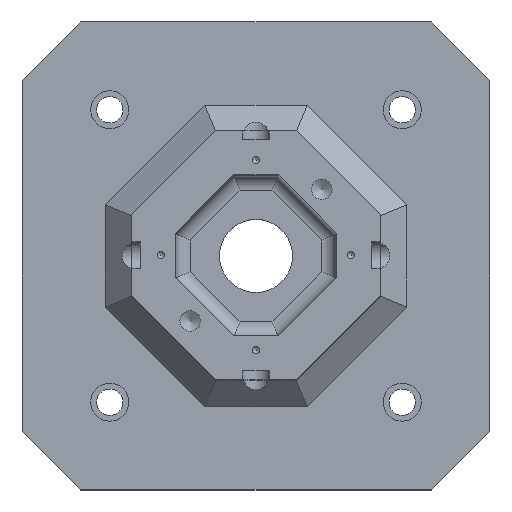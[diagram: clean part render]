
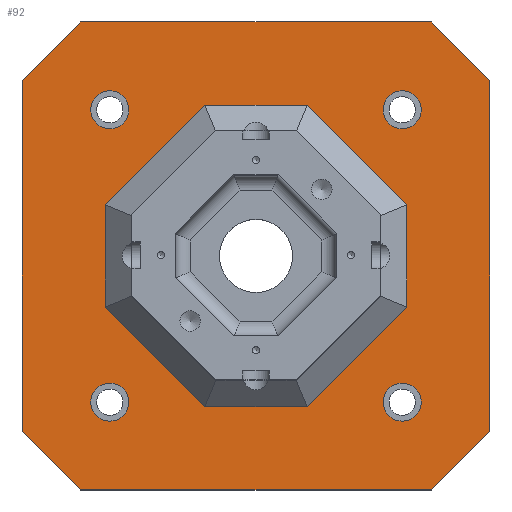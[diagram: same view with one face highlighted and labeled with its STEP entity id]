
A CAD part, top view. The second image highlights one B-rep face of the part: STEP entity #92.
In plain terms, the highlighted planar face has unit normal (0, 0, 1).
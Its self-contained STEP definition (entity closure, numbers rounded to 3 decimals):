
#92 = ADVANCED_FACE( '', ( #329, #330, #331, #332, #333, #334 ), #335, .T. );
#329 = FACE_BOUND( '', #839, .T. );
#330 = FACE_BOUND( '', #840, .T. );
#331 = FACE_BOUND( '', #841, .T. );
#332 = FACE_BOUND( '', #842, .T. );
#333 = FACE_BOUND( '', #843, .T. );
#334 = FACE_OUTER_BOUND( '', #844, .T. );
#335 = PLANE( '', #845 );
#839 = EDGE_LOOP( '', ( #1496 ) );
#840 = EDGE_LOOP( '', ( #1497 ) );
#841 = EDGE_LOOP( '', ( #1498 ) );
#842 = EDGE_LOOP( '', ( #1499 ) );
#843 = EDGE_LOOP( '', ( #1500, #1501, #1502, #1503, #1504, #1505, #1506, #1507 ) );
#844 = EDGE_LOOP( '', ( #1508, #1509, #1510, #1511, #1512, #1513, #1514, #1515 ) );
#845 = AXIS2_PLACEMENT_3D( '', #1516, #1517, #1518 );
#1496 = ORIENTED_EDGE( '', *, *, #2628, .T. );
#1497 = ORIENTED_EDGE( '', *, *, #2629, .T. );
#1498 = ORIENTED_EDGE( '', *, *, #2630, .T. );
#1499 = ORIENTED_EDGE( '', *, *, #2631, .T. );
#1500 = ORIENTED_EDGE( '', *, *, #2632, .T. );
#1501 = ORIENTED_EDGE( '', *, *, #2633, .T. );
#1502 = ORIENTED_EDGE( '', *, *, #2634, .T. );
#1503 = ORIENTED_EDGE( '', *, *, #2635, .T. );
#1504 = ORIENTED_EDGE( '', *, *, #2636, .T. );
#1505 = ORIENTED_EDGE( '', *, *, #2637, .T. );
#1506 = ORIENTED_EDGE( '', *, *, #2638, .T. );
#1507 = ORIENTED_EDGE( '', *, *, #2639, .T. );
#1508 = ORIENTED_EDGE( '', *, *, #2640, .T. );
#1509 = ORIENTED_EDGE( '', *, *, #2641, .T. );
#1510 = ORIENTED_EDGE( '', *, *, #2642, .T. );
#1511 = ORIENTED_EDGE( '', *, *, #2523, .T. );
#1512 = ORIENTED_EDGE( '', *, *, #2534, .T. );
#1513 = ORIENTED_EDGE( '', *, *, #2643, .T. );
#1514 = ORIENTED_EDGE( '', *, *, #2539, .T. );
#1515 = ORIENTED_EDGE( '', *, *, #2644, .T. );
#1516 = CARTESIAN_POINT( '', ( -160., -160., 40. ) );
#1517 = DIRECTION( '', ( 0., 0., 1. ) );
#1518 = DIRECTION( '', ( 1., 0., 0. ) );
#2523 = EDGE_CURVE( '', #2906, #2907, #2908, .F. );
#2534 = EDGE_CURVE( '', #2907, #2924, #2926, .T. );
#2539 = EDGE_CURVE( '', #2936, #2934, #2937, .T. );
#2628 = EDGE_CURVE( '', #3098, #3098, #3099, .T. );
#2629 = EDGE_CURVE( '', #3100, #3100, #3101, .T. );
#2630 = EDGE_CURVE( '', #3102, #3102, #3103, .T. );
#2631 = EDGE_CURVE( '', #3104, #3104, #3105, .T. );
#2632 = EDGE_CURVE( '', #3106, #3107, #3108, .T. );
#2633 = EDGE_CURVE( '', #3107, #3109, #3110, .T. );
#2634 = EDGE_CURVE( '', #3109, #3111, #3112, .T. );
#2635 = EDGE_CURVE( '', #3111, #3113, #3114, .T. );
#2636 = EDGE_CURVE( '', #3113, #3115, #3116, .T. );
#2637 = EDGE_CURVE( '', #3115, #3117, #3118, .T. );
#2638 = EDGE_CURVE( '', #3117, #3119, #3120, .T. );
#2639 = EDGE_CURVE( '', #3119, #3106, #3121, .T. );
#2640 = EDGE_CURVE( '', #3122, #3123, #3124, .T. );
#2641 = EDGE_CURVE( '', #3123, #3125, #3126, .F. );
#2642 = EDGE_CURVE( '', #3125, #2906, #3127, .T. );
#2643 = EDGE_CURVE( '', #2924, #2936, #3128, .F. );
#2644 = EDGE_CURVE( '', #2934, #3122, #3129, .F. );
#2906 = VERTEX_POINT( '', #3518 );
#2907 = VERTEX_POINT( '', #3519 );
#2908 = LINE( '', #3520, #3521 );
#2924 = VERTEX_POINT( '', #3541 );
#2926 = LINE( '', #3544, #3545 );
#2934 = VERTEX_POINT( '', #3554 );
#2936 = VERTEX_POINT( '', #3557 );
#2937 = LINE( '', #3558, #3559 );
#3098 = VERTEX_POINT( '', #3765 );
#3099 = CIRCLE( '', #3766, 13. );
#3100 = VERTEX_POINT( '', #3767 );
#3101 = CIRCLE( '', #3768, 13. );
#3102 = VERTEX_POINT( '', #3769 );
#3103 = CIRCLE( '', #3770, 13. );
#3104 = VERTEX_POINT( '', #3771 );
#3105 = CIRCLE( '', #3772, 13. );
#3106 = VERTEX_POINT( '', #3773 );
#3107 = VERTEX_POINT( '', #3774 );
#3108 = LINE( '', #3775, #3776 );
#3109 = VERTEX_POINT( '', #3777 );
#3110 = LINE( '', #3778, #3779 );
#3111 = VERTEX_POINT( '', #3780 );
#3112 = LINE( '', #3781, #3782 );
#3113 = VERTEX_POINT( '', #3783 );
#3114 = LINE( '', #3784, #3785 );
#3115 = VERTEX_POINT( '', #3786 );
#3116 = LINE( '', #3787, #3788 );
#3117 = VERTEX_POINT( '', #3789 );
#3118 = LINE( '', #3790, #3791 );
#3119 = VERTEX_POINT( '', #3792 );
#3120 = LINE( '', #3793, #3794 );
#3121 = LINE( '', #3795, #3796 );
#3122 = VERTEX_POINT( '', #3797 );
#3123 = VERTEX_POINT( '', #3798 );
#3124 = LINE( '', #3799, #3800 );
#3125 = VERTEX_POINT( '', #3801 );
#3126 = LINE( '', #3802, #3803 );
#3127 = LINE( '', #3804, #3805 );
#3128 = LINE( '', #3806, #3807 );
#3129 = LINE( '', #3808, #3809 );
#3518 = CARTESIAN_POINT( '', ( -120., 160., 40. ) );
#3519 = CARTESIAN_POINT( '', ( -160., 120., 40. ) );
#3520 = CARTESIAN_POINT( '', ( -300., -20., 40. ) );
#3521 = VECTOR( '', #4212, 1000. );
#3541 = CARTESIAN_POINT( '', ( -160., -120., 40. ) );
#3544 = CARTESIAN_POINT( '', ( -160., 160., 40. ) );
#3545 = VECTOR( '', #4230, 1000. );
#3554 = CARTESIAN_POINT( '', ( 120., -160., 40. ) );
#3557 = CARTESIAN_POINT( '', ( -120., -160., 40. ) );
#3558 = CARTESIAN_POINT( '', ( -160., -160., 40. ) );
#3559 = VECTOR( '', #4239, 1000. );
#3765 = CARTESIAN_POINT( '', ( -100., 87., 40. ) );
#3766 = AXIS2_PLACEMENT_3D( '', #4414, #4415, #4416 );
#3767 = CARTESIAN_POINT( '', ( -100., -113., 40. ) );
#3768 = AXIS2_PLACEMENT_3D( '', #4417, #4418, #4419 );
#3769 = CARTESIAN_POINT( '', ( 100., -113., 40. ) );
#3770 = AXIS2_PLACEMENT_3D( '', #4420, #4421, #4422 );
#3771 = CARTESIAN_POINT( '', ( 100., 87., 40. ) );
#3772 = AXIS2_PLACEMENT_3D( '', #4423, #4424, #4425 );
#3773 = CARTESIAN_POINT( '', ( -34.956, -103., 40. ) );
#3774 = CARTESIAN_POINT( '', ( -103., -34.956, 40. ) );
#3775 = CARTESIAN_POINT( '', ( -97.728, -40.228, 40. ) );
#3776 = VECTOR( '', #4426, 1000. );
#3777 = CARTESIAN_POINT( '', ( -103., 34.956, 40. ) );
#3778 = CARTESIAN_POINT( '', ( -103., 27.5, 40. ) );
#3779 = VECTOR( '', #4427, 1000. );
#3780 = CARTESIAN_POINT( '', ( -34.956, 103., 40. ) );
#3781 = CARTESIAN_POINT( '', ( -40.228, 97.728, 40. ) );
#3782 = VECTOR( '', #4428, 1000. );
#3783 = CARTESIAN_POINT( '', ( 34.956, 103., 40. ) );
#3784 = CARTESIAN_POINT( '', ( 27.5, 103., 40. ) );
#3785 = VECTOR( '', #4429, 1000. );
#3786 = CARTESIAN_POINT( '', ( 103., 34.956, 40. ) );
#3787 = CARTESIAN_POINT( '', ( 97.728, 40.228, 40. ) );
#3788 = VECTOR( '', #4430, 1000. );
#3789 = CARTESIAN_POINT( '', ( 103., -34.956, 40. ) );
#3790 = CARTESIAN_POINT( '', ( 103., -27.5, 40. ) );
#3791 = VECTOR( '', #4431, 1000. );
#3792 = CARTESIAN_POINT( '', ( 34.956, -103., 40. ) );
#3793 = CARTESIAN_POINT( '', ( 40.228, -97.728, 40. ) );
#3794 = VECTOR( '', #4432, 1000. );
#3795 = CARTESIAN_POINT( '', ( -27.5, -103., 40. ) );
#3796 = VECTOR( '', #4433, 1000. );
#3797 = CARTESIAN_POINT( '', ( 160., -120., 40. ) );
#3798 = CARTESIAN_POINT( '', ( 160., 120., 40. ) );
#3799 = CARTESIAN_POINT( '', ( 160., -160., 40. ) );
#3800 = VECTOR( '', #4434, 1000. );
#3801 = CARTESIAN_POINT( '', ( 120., 160., 40. ) );
#3802 = CARTESIAN_POINT( '', ( 140., 140., 40. ) );
#3803 = VECTOR( '', #4435, 1000. );
#3804 = CARTESIAN_POINT( '', ( 160., 160., 40. ) );
#3805 = VECTOR( '', #4436, 1000. );
#3806 = CARTESIAN_POINT( '', ( -140., -140., 40. ) );
#3807 = VECTOR( '', #4437, 1000. );
#3808 = CARTESIAN_POINT( '', ( -20., -300., 40. ) );
#3809 = VECTOR( '', #4438, 1000. );
#4212 = DIRECTION( '', ( 0.707, 0.707, 0. ) );
#4230 = DIRECTION( '', ( 0., -1., 0. ) );
#4239 = DIRECTION( '', ( 1., 0., 0. ) );
#4414 = CARTESIAN_POINT( '', ( -100., 100., 40. ) );
#4415 = DIRECTION( '', ( 0., 0., -1. ) );
#4416 = DIRECTION( '', ( 0., -1., 0. ) );
#4417 = CARTESIAN_POINT( '', ( -100., -100., 40. ) );
#4418 = DIRECTION( '', ( 0., 0., -1. ) );
#4419 = DIRECTION( '', ( 0., -1., 0. ) );
#4420 = CARTESIAN_POINT( '', ( 100., -100., 40. ) );
#4421 = DIRECTION( '', ( 0., 0., -1. ) );
#4422 = DIRECTION( '', ( 0., -1., 0. ) );
#4423 = CARTESIAN_POINT( '', ( 100., 100., 40. ) );
#4424 = DIRECTION( '', ( 0., 0., -1. ) );
#4425 = DIRECTION( '', ( 0., -1., 0. ) );
#4426 = DIRECTION( '', ( -0.707, 0.707, 0. ) );
#4427 = DIRECTION( '', ( 0., 1., 0. ) );
#4428 = DIRECTION( '', ( 0.707, 0.707, 0. ) );
#4429 = DIRECTION( '', ( 1., 0., 0. ) );
#4430 = DIRECTION( '', ( 0.707, -0.707, 0. ) );
#4431 = DIRECTION( '', ( 0., -1., 0. ) );
#4432 = DIRECTION( '', ( -0.707, -0.707, 0. ) );
#4433 = DIRECTION( '', ( -1., 0., 0. ) );
#4434 = DIRECTION( '', ( 0., 1., 0. ) );
#4435 = DIRECTION( '', ( 0.707, -0.707, 0. ) );
#4436 = DIRECTION( '', ( -1., 0., 0. ) );
#4437 = DIRECTION( '', ( -0.707, 0.707, 0. ) );
#4438 = DIRECTION( '', ( -0.707, -0.707, 0. ) );
